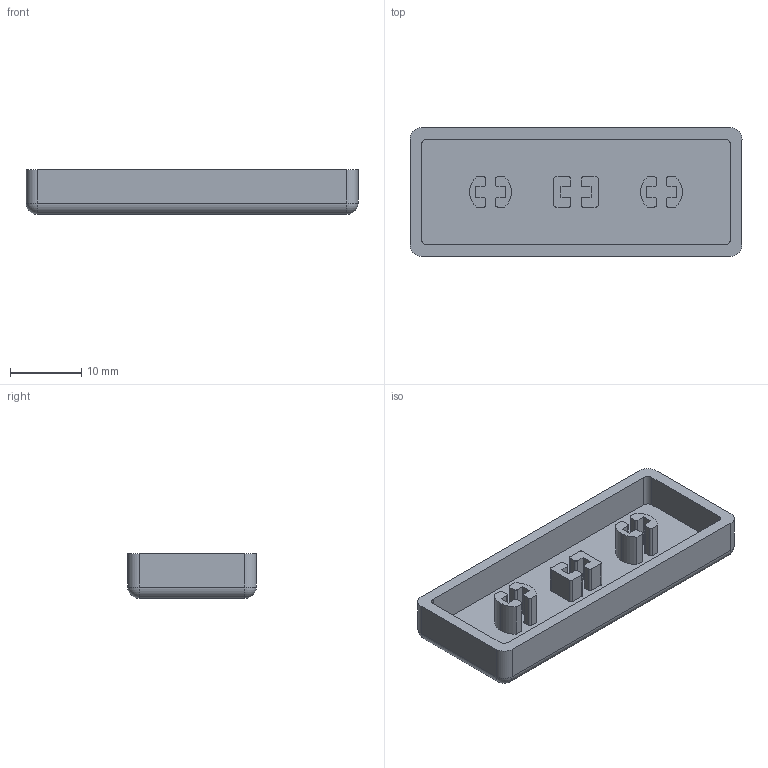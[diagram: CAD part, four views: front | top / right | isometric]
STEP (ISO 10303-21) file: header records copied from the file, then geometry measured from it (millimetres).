
FILE_DESCRIPTION(('HOOPS Exchange Step'),'2;1');
FILE_NAME('temp_export','2023-07-28T22:50:26+20:00',('jscotto'),('Shapr3D Limited'),'HOOPS Exchange 2023.1','Shapr3D','Authorized');
FILE_SCHEMA( ('AUTOMOTIVE_DESIGN { 1 0 10303 214 1 1 1 1 }') );
Length unit declared in the file: millimetre
Products named in the file (1): 2.5u
Bounding box: 46.62 x 18.05 x 6.3 mm (x, y, z)
Volume: 2366.9 mm3; surface area: 3305.2 mm2
Topology: 1 solids, 1 shells, 111 faces, 298 edges, 192 vertices
Faces by surface type: plane 61, cylinder 46, sphere 4
Entity records: 3468 total; most frequent: DIRECTION 610, CARTESIAN_POINT 598, ORIENTED_EDGE 588, EDGE_CURVE 294, AXIS2_PLACEMENT_3D 204, VECTOR 202, LINE 202, VERTEX_POINT 192
